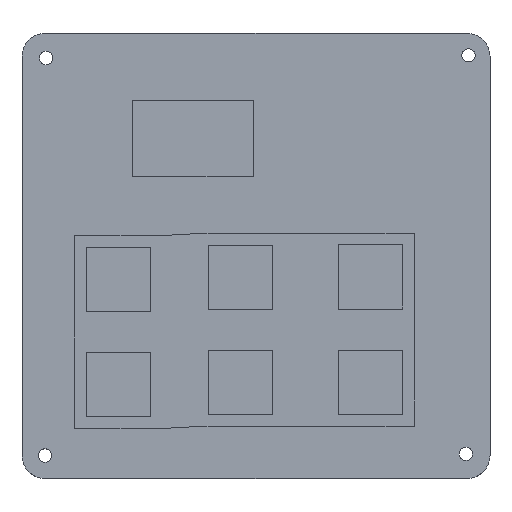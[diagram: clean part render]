
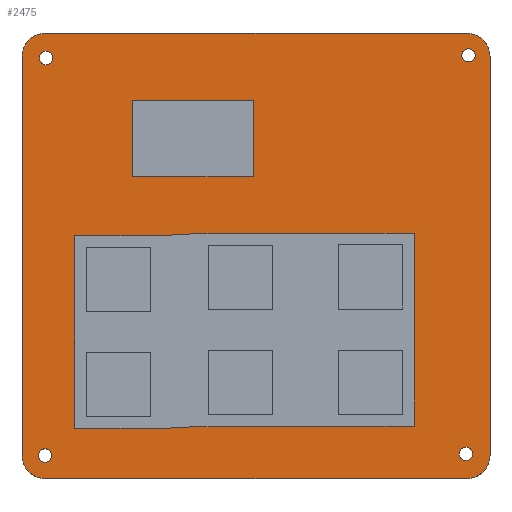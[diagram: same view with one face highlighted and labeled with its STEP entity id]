
A CAD part, top view. The second image highlights one B-rep face of the part: STEP entity #2475.
In plain terms, the highlighted planar face has unit normal (0, 0, 1).
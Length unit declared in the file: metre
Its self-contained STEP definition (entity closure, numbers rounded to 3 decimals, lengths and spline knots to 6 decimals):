
#75=CIRCLE('',#2705,0.005);
#77=CIRCLE('',#2709,0.005);
#79=CIRCLE('',#2713,0.005);
#80=CIRCLE('',#2716,0.00145);
#82=CIRCLE('',#2719,0.00145);
#84=CIRCLE('',#2722,0.00145);
#86=CIRCLE('',#2725,0.00145);
#89=CIRCLE('',#2729,0.005);
#650=ORIENTED_EDGE('',*,*,#1064,.F.);
#651=ORIENTED_EDGE('',*,*,#1062,.F.);
#652=ORIENTED_EDGE('',*,*,#1060,.F.);
#653=ORIENTED_EDGE('',*,*,#1058,.F.);
#654=ORIENTED_EDGE('',*,*,#1038,.F.);
#655=ORIENTED_EDGE('',*,*,#1042,.T.);
#656=ORIENTED_EDGE('',*,*,#1045,.T.);
#657=ORIENTED_EDGE('',*,*,#1048,.T.);
#658=ORIENTED_EDGE('',*,*,#1051,.T.);
#659=ORIENTED_EDGE('',*,*,#1054,.T.);
#660=ORIENTED_EDGE('',*,*,#1057,.F.);
#661=ORIENTED_EDGE('',*,*,#1067,.T.);
#662=ORIENTED_EDGE('',*,*,#1068,.F.);
#663=ORIENTED_EDGE('',*,*,#1069,.F.);
#664=ORIENTED_EDGE('',*,*,#1070,.F.);
#665=ORIENTED_EDGE('',*,*,#1071,.T.);
#666=ORIENTED_EDGE('',*,*,#1072,.T.);
#667=ORIENTED_EDGE('',*,*,#1073,.T.);
#668=ORIENTED_EDGE('',*,*,#1074,.T.);
#669=ORIENTED_EDGE('',*,*,#1075,.T.);
#670=ORIENTED_EDGE('',*,*,#1076,.T.);
#671=ORIENTED_EDGE('',*,*,#1077,.T.);
#672=ORIENTED_EDGE('',*,*,#1078,.T.);
#673=ORIENTED_EDGE('',*,*,#1079,.T.);
#674=ORIENTED_EDGE('',*,*,#1080,.T.);
#675=ORIENTED_EDGE('',*,*,#1081,.T.);
#676=ORIENTED_EDGE('',*,*,#1082,.T.);
#677=ORIENTED_EDGE('',*,*,#1083,.T.);
#678=ORIENTED_EDGE('',*,*,#1084,.T.);
#679=ORIENTED_EDGE('',*,*,#1085,.T.);
#1038=EDGE_CURVE('',#1296,#1297,#1546,.T.);
#1042=EDGE_CURVE('',#1296,#1299,#75,.T.);
#1045=EDGE_CURVE('',#1299,#1301,#1551,.T.);
#1048=EDGE_CURVE('',#1301,#1303,#77,.T.);
#1051=EDGE_CURVE('',#1303,#1305,#1555,.T.);
#1054=EDGE_CURVE('',#1305,#1307,#79,.T.);
#1057=EDGE_CURVE('',#1309,#1307,#1559,.T.);
#1058=EDGE_CURVE('',#1310,#1310,#80,.T.);
#1060=EDGE_CURVE('',#1312,#1312,#82,.T.);
#1062=EDGE_CURVE('',#1314,#1314,#84,.T.);
#1064=EDGE_CURVE('',#1316,#1316,#86,.T.);
#1067=EDGE_CURVE('',#1309,#1297,#89,.T.);
#1068=EDGE_CURVE('',#1318,#1319,#1560,.T.);
#1069=EDGE_CURVE('',#1320,#1318,#1561,.T.);
#1070=EDGE_CURVE('',#1321,#1320,#1562,.T.);
#1071=EDGE_CURVE('',#1321,#1322,#1563,.T.);
#1072=EDGE_CURVE('',#1322,#1323,#1564,.T.);
#1073=EDGE_CURVE('',#1323,#1319,#1565,.T.);
#1074=EDGE_CURVE('',#1324,#1325,#1566,.T.);
#1075=EDGE_CURVE('',#1325,#1326,#1567,.T.);
#1076=EDGE_CURVE('',#1326,#1327,#1568,.T.);
#1077=EDGE_CURVE('',#1327,#1328,#1569,.T.);
#1078=EDGE_CURVE('',#1328,#1329,#1570,.T.);
#1079=EDGE_CURVE('',#1329,#1330,#1571,.T.);
#1080=EDGE_CURVE('',#1330,#1331,#1572,.T.);
#1081=EDGE_CURVE('',#1331,#1332,#1573,.T.);
#1082=EDGE_CURVE('',#1332,#1333,#1574,.T.);
#1083=EDGE_CURVE('',#1333,#1334,#1575,.T.);
#1084=EDGE_CURVE('',#1334,#1335,#1576,.T.);
#1085=EDGE_CURVE('',#1335,#1324,#1577,.T.);
#1296=VERTEX_POINT('',#3950);
#1297=VERTEX_POINT('',#3952);
#1299=VERTEX_POINT('',#3958);
#1301=VERTEX_POINT('',#3964);
#1303=VERTEX_POINT('',#3970);
#1305=VERTEX_POINT('',#3976);
#1307=VERTEX_POINT('',#3982);
#1309=VERTEX_POINT('',#3988);
#1310=VERTEX_POINT('',#3992);
#1312=VERTEX_POINT('',#3997);
#1314=VERTEX_POINT('',#4002);
#1316=VERTEX_POINT('',#4007);
#1318=VERTEX_POINT('',#4015);
#1319=VERTEX_POINT('',#4016);
#1320=VERTEX_POINT('',#4018);
#1321=VERTEX_POINT('',#4020);
#1322=VERTEX_POINT('',#4022);
#1323=VERTEX_POINT('',#4024);
#1324=VERTEX_POINT('',#4027);
#1325=VERTEX_POINT('',#4028);
#1326=VERTEX_POINT('',#4030);
#1327=VERTEX_POINT('',#4032);
#1328=VERTEX_POINT('',#4034);
#1329=VERTEX_POINT('',#4036);
#1330=VERTEX_POINT('',#4038);
#1331=VERTEX_POINT('',#4040);
#1332=VERTEX_POINT('',#4042);
#1333=VERTEX_POINT('',#4044);
#1334=VERTEX_POINT('',#4046);
#1335=VERTEX_POINT('',#4048);
#1546=LINE('',#3951,#1806);
#1551=LINE('',#3965,#1811);
#1555=LINE('',#3977,#1815);
#1559=LINE('',#3989,#1819);
#1560=LINE('',#4014,#1820);
#1561=LINE('',#4017,#1821);
#1562=LINE('',#4019,#1822);
#1563=LINE('',#4021,#1823);
#1564=LINE('',#4023,#1824);
#1565=LINE('',#4025,#1825);
#1566=LINE('',#4026,#1826);
#1567=LINE('',#4029,#1827);
#1568=LINE('',#4031,#1828);
#1569=LINE('',#4033,#1829);
#1570=LINE('',#4035,#1830);
#1571=LINE('',#4037,#1831);
#1572=LINE('',#4039,#1832);
#1573=LINE('',#4041,#1833);
#1574=LINE('',#4043,#1834);
#1575=LINE('',#4045,#1835);
#1576=LINE('',#4047,#1836);
#1577=LINE('',#4049,#1837);
#1806=VECTOR('',#3261,1.);
#1811=VECTOR('',#3274,1.);
#1815=VECTOR('',#3286,1.);
#1819=VECTOR('',#3298,1.);
#1820=VECTOR('',#3331,1.);
#1821=VECTOR('',#3332,1.);
#1822=VECTOR('',#3333,1.);
#1823=VECTOR('',#3334,1.);
#1824=VECTOR('',#3335,1.);
#1825=VECTOR('',#3336,1.);
#1826=VECTOR('',#3337,1.);
#1827=VECTOR('',#3338,1.);
#1828=VECTOR('',#3339,1.);
#1829=VECTOR('',#3340,1.);
#1830=VECTOR('',#3341,1.);
#1831=VECTOR('',#3342,1.);
#1832=VECTOR('',#3343,1.);
#1833=VECTOR('',#3344,1.);
#1834=VECTOR('',#3345,1.);
#1835=VECTOR('',#3346,1.);
#1836=VECTOR('',#3347,1.);
#1837=VECTOR('',#3348,1.);
#2038=EDGE_LOOP('',(#650));
#2039=EDGE_LOOP('',(#651));
#2040=EDGE_LOOP('',(#652));
#2041=EDGE_LOOP('',(#653));
#2042=EDGE_LOOP('',(#654,#655,#656,#657,#658,#659,#660,#661));
#2043=EDGE_LOOP('',(#662,#663,#664,#665,#666,#667));
#2044=EDGE_LOOP('',(#668,#669,#670,#671,#672,#673,#674,#675,#676,#677,#678,
#679));
#2236=FACE_BOUND('',#2038,.T.);
#2237=FACE_BOUND('',#2039,.T.);
#2238=FACE_BOUND('',#2040,.T.);
#2239=FACE_BOUND('',#2041,.T.);
#2240=FACE_BOUND('',#2042,.T.);
#2241=FACE_BOUND('',#2043,.T.);
#2242=FACE_BOUND('',#2044,.T.);
#2344=PLANE('',#2730);
#2475=ADVANCED_FACE('',(#2236,#2237,#2238,#2239,#2240,#2241,#2242),#2344,
 .T.);
#2705=AXIS2_PLACEMENT_3D('',#3959,#3268,#3269);
#2709=AXIS2_PLACEMENT_3D('',#3971,#3280,#3281);
#2713=AXIS2_PLACEMENT_3D('',#3983,#3292,#3293);
#2716=AXIS2_PLACEMENT_3D('',#3991,#3301,#3302);
#2719=AXIS2_PLACEMENT_3D('',#3996,#3307,#3308);
#2722=AXIS2_PLACEMENT_3D('',#4001,#3313,#3314);
#2725=AXIS2_PLACEMENT_3D('',#4006,#3319,#3320);
#2729=AXIS2_PLACEMENT_3D('',#4012,#3327,#3328);
#2730=AXIS2_PLACEMENT_3D('',#4013,#3329,#3330);
#3261=DIRECTION('',(-1.,0.,0.));
#3268=DIRECTION('',(0.,0.,1.));
#3269=DIRECTION('',(1.,0.,0.));
#3274=DIRECTION('',(0.,1.,0.));
#3280=DIRECTION('',(0.,0.,1.));
#3281=DIRECTION('',(1.,0.,0.));
#3286=DIRECTION('',(-1.,0.,0.));
#3292=DIRECTION('',(0.,0.,1.));
#3293=DIRECTION('',(1.,0.,0.));
#3298=DIRECTION('',(0.,1.,0.));
#3301=DIRECTION('',(0.,0.,1.));
#3302=DIRECTION('',(1.,0.,0.));
#3307=DIRECTION('',(0.,0.,1.));
#3308=DIRECTION('',(1.,0.,0.));
#3313=DIRECTION('',(0.,0.,1.));
#3314=DIRECTION('',(1.,0.,0.));
#3319=DIRECTION('',(0.,0.,1.));
#3320=DIRECTION('',(1.,0.,0.));
#3327=DIRECTION('',(0.,0.,1.));
#3328=DIRECTION('',(1.,0.,0.));
#3329=DIRECTION('',(0.,0.,1.));
#3330=DIRECTION('',(1.,0.,0.));
#3331=DIRECTION('',(-0.999,-0.047,0.));
#3332=DIRECTION('',(0.,1.,0.));
#3333=DIRECTION('',(1.,-0.007,0.));
#3334=DIRECTION('',(-1.,0.,0.));
#3335=DIRECTION('',(0.,1.,0.));
#3336=DIRECTION('',(1.,0.,0.));
#3337=DIRECTION('',(0.,1.,0.));
#3338=DIRECTION('',(1.,0.,0.));
#3339=DIRECTION('',(0.999,0.053,0.));
#3340=DIRECTION('',(1.,0.,0.));
#3341=DIRECTION('',(1.,0.011,0.));
#3342=DIRECTION('',(1.,0.,0.));
#3343=DIRECTION('',(0.,-1.,0.));
#3344=DIRECTION('',(-1.,0.,0.));
#3345=DIRECTION('',(-1.,-0.011,0.));
#3346=DIRECTION('',(-1.,0.,0.));
#3347=DIRECTION('',(-0.999,-0.053,0.));
#3348=DIRECTION('',(-1.,0.,0.));
#3950=CARTESIAN_POINT('',(0.087,-0.01,0.02519));
#3951=CARTESIAN_POINT('',(0.041,-0.01,0.02519));
#3952=CARTESIAN_POINT('',(-0.005,-0.01,0.02519));
#3958=CARTESIAN_POINT('',(0.092,-0.005,0.02519));
#3959=CARTESIAN_POINT('',(0.087,-0.005,0.02519));
#3964=CARTESIAN_POINT('',(0.092,0.082,0.02519));
#3965=CARTESIAN_POINT('',(0.092,0.0385,0.02519));
#3970=CARTESIAN_POINT('',(0.087,0.087,0.02519));
#3971=CARTESIAN_POINT('',(0.087,0.082,0.02519));
#3976=CARTESIAN_POINT('',(-0.005,0.087,0.02519));
#3977=CARTESIAN_POINT('',(0.042057,0.087,0.02519));
#3982=CARTESIAN_POINT('',(-0.01,0.082,0.02519));
#3983=CARTESIAN_POINT('',(-0.005,0.082,0.02519));
#3988=CARTESIAN_POINT('',(-0.01,-0.005,0.02519));
#3989=CARTESIAN_POINT('',(-0.01,0.0385,0.02519));
#3991=CARTESIAN_POINT('',(-0.004745,0.081644,0.02519));
#3992=CARTESIAN_POINT('',(-0.003295,0.081644,0.02519));
#3996=CARTESIAN_POINT('',(0.087315,0.082225,0.02519));
#3997=CARTESIAN_POINT('',(0.088765,0.082225,0.02519));
#4001=CARTESIAN_POINT('',(0.086745,-0.004644,0.02519));
#4002=CARTESIAN_POINT('',(0.088195,-0.004644,0.02519));
#4006=CARTESIAN_POINT('',(-0.005,-0.005,0.02519));
#4007=CARTESIAN_POINT('',(-0.00355,-0.005,0.02519));
#4012=CARTESIAN_POINT('',(-0.005,-0.005,0.02519));
#4013=CARTESIAN_POINT('',(0.041,0.0385,0.02519));
#4014=CARTESIAN_POINT('',(0.040355,0.072361,0.02519));
#4015=CARTESIAN_POINT('',(0.040482,0.072367,0.02519));
#4016=CARTESIAN_POINT('',(0.040228,0.072355,0.02519));
#4017=CARTESIAN_POINT('',(0.040482,0.064049,0.02519));
#4018=CARTESIAN_POINT('',(0.040482,0.05573,0.02519));
#4019=CARTESIAN_POINT('',(0.038812,0.055743,0.02519));
#4020=CARTESIAN_POINT('',(0.037142,0.055755,0.02519));
#4021=CARTESIAN_POINT('',(0.025592,0.055755,0.02519));
#4022=CARTESIAN_POINT('',(0.014042,0.055755,0.02519));
#4023=CARTESIAN_POINT('',(0.014042,0.064055,0.02519));
#4024=CARTESIAN_POINT('',(0.014042,0.072355,0.02519));
#4025=CARTESIAN_POINT('',(0.025592,0.072355,0.02519));
#4026=CARTESIAN_POINT('',(0.001505,0.01042,0.02519));
#4027=CARTESIAN_POINT('',(0.001505,0.000895,0.02519));
#4028=CARTESIAN_POINT('',(0.001505,0.042945,0.02519));
#4029=CARTESIAN_POINT('',(0.01103,0.042945,0.02519));
#4030=CARTESIAN_POINT('',(0.020555,0.042945,0.02519));
#4031=CARTESIAN_POINT('',(0.024343,0.043148,0.02519));
#4032=CARTESIAN_POINT('',(0.02813,0.04335,0.02519));
#4033=CARTESIAN_POINT('',(0.037655,0.04335,0.02519));
#4034=CARTESIAN_POINT('',(0.04718,0.04335,0.02519));
#4035=CARTESIAN_POINT('',(0.051798,0.0434,0.02519));
#4036=CARTESIAN_POINT('',(0.056415,0.04345,0.02519));
#4037=CARTESIAN_POINT('',(0.06594,0.04345,0.02519));
#4038=CARTESIAN_POINT('',(0.075465,0.04345,0.02519));
#4039=CARTESIAN_POINT('',(0.075465,0.033925,0.02519));
#4040=CARTESIAN_POINT('',(0.075465,0.0014,0.02519));
#4041=CARTESIAN_POINT('',(0.06594,0.0014,0.02519));
#4042=CARTESIAN_POINT('',(0.056415,0.0014,0.02519));
#4043=CARTESIAN_POINT('',(0.051798,0.00135,0.02519));
#4044=CARTESIAN_POINT('',(0.04718,0.0013,0.02519));
#4045=CARTESIAN_POINT('',(0.037655,0.0013,0.02519));
#4046=CARTESIAN_POINT('',(0.02813,0.0013,0.02519));
#4047=CARTESIAN_POINT('',(0.024343,0.001098,0.02519));
#4048=CARTESIAN_POINT('',(0.020555,0.000895,0.02519));
#4049=CARTESIAN_POINT('',(0.01103,0.000895,0.02519));
